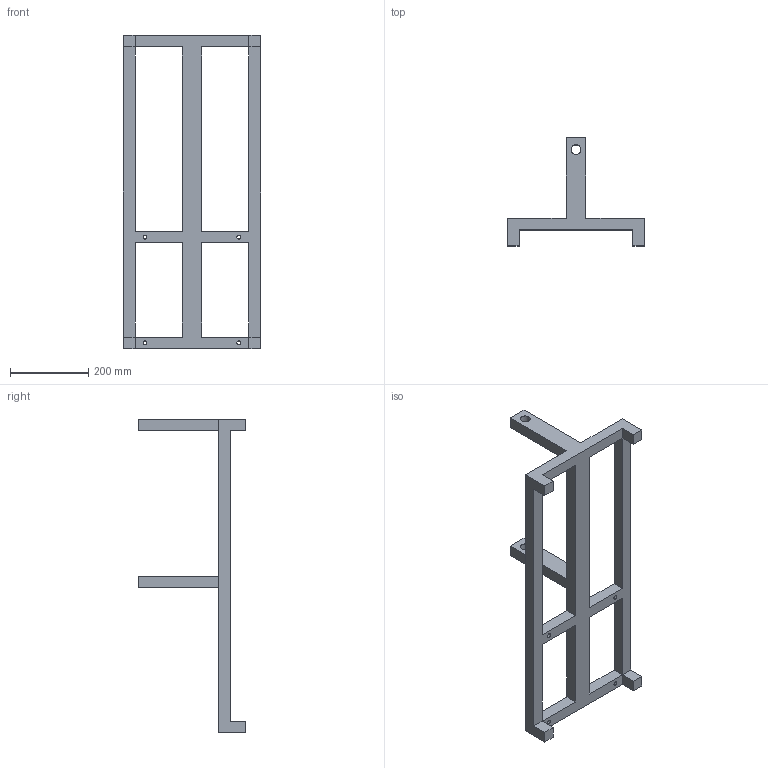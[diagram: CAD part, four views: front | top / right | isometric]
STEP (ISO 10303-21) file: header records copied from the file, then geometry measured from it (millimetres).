
FILE_DESCRIPTION(/* description */ (''),/* implementation_level */ '2;1');
FILE_NAME(/* name */ 'frame with shaft supports.step',/* time_stamp */ '2018-06-28T02:49:55+07:00',/* author */ (''),/* organization */ (''),/* preprocessor_version */ 'ST-DEVELOPER v17',/* originating_system */ 'Autodesk Translation Framework v7.1.0.215',/* authorisation */ '');
FILE_SCHEMA (('AUTOMOTIVE_DESIGN { 1 0 10303 214 3 1 1 }'));
Length unit declared in the file: millimetre
Products named in the file (1): FusionComponent
Bounding box: 350 x 275 x 800 mm (x, y, z)
Volume: 4008122.8 mm3; surface area: 492890.5 mm2
Topology: 1 solids, 1 shells, 48 faces, 138 edges, 86 vertices
Faces by surface type: plane 42, cylinder 6
Full cylindrical faces by diameter (mm): 10 x4, 25 x2
Entity records: 1610 total; most frequent: ORIENTED_EDGE 276, CARTESIAN_POINT 273, DIRECTION 248, EDGE_CURVE 138, LINE 126, VECTOR 126, VERTEX_POINT 86, EDGE_LOOP 62
